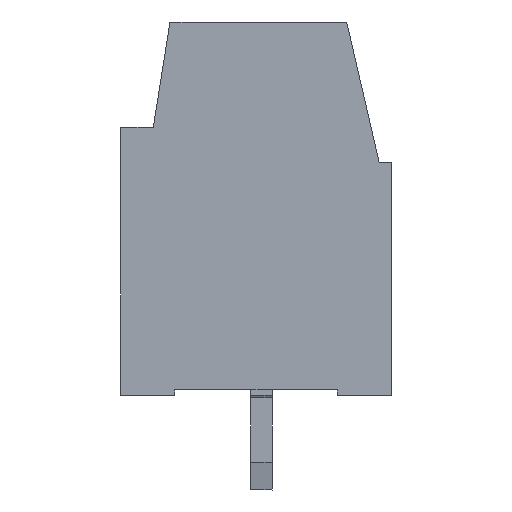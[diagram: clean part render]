
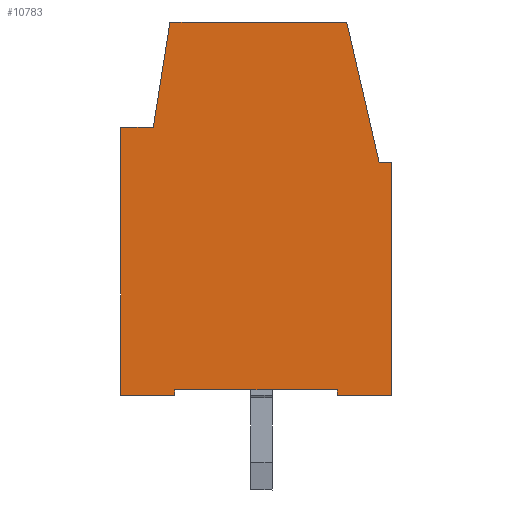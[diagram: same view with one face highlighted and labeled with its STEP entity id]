
A CAD part, left-side view. The second image highlights one B-rep face of the part: STEP entity #10783.
In plain terms, the highlighted planar face has unit normal (-1, 0, 0).
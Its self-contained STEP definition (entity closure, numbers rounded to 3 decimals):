
#10691=AXIS2_PLACEMENT_3D('Plane Axis2P3D',#10688,#10689,#10690) ;
#10294=CARTESIAN_POINT('Vertex',(0.,0.,12.101)) ;
#10297=CARTESIAN_POINT('Line Origine',(0.,0.,7.8)) ;
#10301=CARTESIAN_POINT('Vertex',(0.,0.,3.5)) ;
#10671=CARTESIAN_POINT('Vertex',(0.,0.445,12.1)) ;
#10674=CARTESIAN_POINT('Line Origine',(0.,0.223,12.1)) ;
#10688=CARTESIAN_POINT('Axis2P3D Location',(0.,3.449,14.)) ;
#10693=CARTESIAN_POINT('Line Origine',(0.,1.027,14.623)) ;
#10697=CARTESIAN_POINT('Vertex',(0.,1.609,17.145)) ;
#10700=CARTESIAN_POINT('Line Origine',(0.,1.627,17.223)) ;
#10704=CARTESIAN_POINT('Vertex',(0.,1.645,17.3)) ;
#10707=CARTESIAN_POINT('Line Origine',(0.,4.913,17.3)) ;
#10711=CARTESIAN_POINT('Vertex',(0.,8.181,17.301)) ;
#10714=CARTESIAN_POINT('Line Origine',(0.,8.49,15.351)) ;
#10718=CARTESIAN_POINT('Vertex',(0.,8.799,13.401)) ;
#10721=CARTESIAN_POINT('Line Origine',(0.,9.399,13.401)) ;
#10725=CARTESIAN_POINT('Vertex',(0.,9.999,13.401)) ;
#10728=CARTESIAN_POINT('Line Origine',(0.,10.,8.451)) ;
#10732=CARTESIAN_POINT('Vertex',(0.,10.,3.501)) ;
#10735=CARTESIAN_POINT('Line Origine',(0.,9.,3.501)) ;
#10739=CARTESIAN_POINT('Vertex',(0.,8.,3.501)) ;
#10742=CARTESIAN_POINT('Line Origine',(0.,8.,3.601)) ;
#10746=CARTESIAN_POINT('Vertex',(0.,8.,3.701)) ;
#10749=CARTESIAN_POINT('Line Origine',(0.,5.,3.7)) ;
#10753=CARTESIAN_POINT('Vertex',(0.,2.,3.7)) ;
#10756=CARTESIAN_POINT('Line Origine',(0.,2.,3.6)) ;
#10760=CARTESIAN_POINT('Vertex',(0.,2.,3.5)) ;
#10763=CARTESIAN_POINT('Line Origine',(0.,1.,3.5)) ;
#10298=DIRECTION('Vector Direction',(0.,0.,1.)) ;
#10675=DIRECTION('Vector Direction',(0.,-1.,0.001)) ;
#10689=DIRECTION('Axis2P3D Direction',(1.,0.,0.)) ;
#10690=DIRECTION('Axis2P3D XDirection',(0.,1.,0.)) ;
#10694=DIRECTION('Vector Direction',(0.,0.225,0.974)) ;
#10701=DIRECTION('Vector Direction',(0.,0.225,0.974)) ;
#10708=DIRECTION('Vector Direction',(0.,-1.,0.)) ;
#10715=DIRECTION('Vector Direction',(0.,0.157,-0.988)) ;
#10722=DIRECTION('Vector Direction',(0.,-1.,0.)) ;
#10729=DIRECTION('Vector Direction',(0.,0.,-1.)) ;
#10736=DIRECTION('Vector Direction',(0.,-1.,0.)) ;
#10743=DIRECTION('Vector Direction',(0.,0.,1.)) ;
#10750=DIRECTION('Vector Direction',(0.,-1.,0.)) ;
#10757=DIRECTION('Vector Direction',(0.,0.,-1.)) ;
#10764=DIRECTION('Vector Direction',(0.,-1.,0.)) ;
#10299=VECTOR('Line Direction',#10298,1.) ;
#10676=VECTOR('Line Direction',#10675,1.) ;
#10695=VECTOR('Line Direction',#10694,1.) ;
#10702=VECTOR('Line Direction',#10701,1.) ;
#10709=VECTOR('Line Direction',#10708,1.) ;
#10716=VECTOR('Line Direction',#10715,1.) ;
#10723=VECTOR('Line Direction',#10722,1.) ;
#10730=VECTOR('Line Direction',#10729,1.) ;
#10737=VECTOR('Line Direction',#10736,1.) ;
#10744=VECTOR('Line Direction',#10743,1.) ;
#10751=VECTOR('Line Direction',#10750,1.) ;
#10758=VECTOR('Line Direction',#10757,1.) ;
#10765=VECTOR('Line Direction',#10764,1.) ;
#10769=ORIENTED_EDGE('',*,*,#10303,.T.) ;
#10770=ORIENTED_EDGE('',*,*,#10678,.F.) ;
#10771=ORIENTED_EDGE('',*,*,#10699,.T.) ;
#10772=ORIENTED_EDGE('',*,*,#10706,.T.) ;
#10773=ORIENTED_EDGE('',*,*,#10713,.F.) ;
#10774=ORIENTED_EDGE('',*,*,#10720,.T.) ;
#10775=ORIENTED_EDGE('',*,*,#10727,.F.) ;
#10776=ORIENTED_EDGE('',*,*,#10734,.T.) ;
#10777=ORIENTED_EDGE('',*,*,#10741,.T.) ;
#10778=ORIENTED_EDGE('',*,*,#10748,.T.) ;
#10779=ORIENTED_EDGE('',*,*,#10755,.T.) ;
#10780=ORIENTED_EDGE('',*,*,#10762,.T.) ;
#10781=ORIENTED_EDGE('',*,*,#10767,.T.) ;
#10783=ADVANCED_FACE('COVER',(#10782),#10692,.F.) ;
#10303=EDGE_CURVE('',#10302,#10295,#10300,.T.) ;
#10678=EDGE_CURVE('',#10672,#10295,#10677,.T.) ;
#10699=EDGE_CURVE('',#10672,#10698,#10696,.T.) ;
#10706=EDGE_CURVE('',#10698,#10705,#10703,.T.) ;
#10713=EDGE_CURVE('',#10712,#10705,#10710,.T.) ;
#10720=EDGE_CURVE('',#10712,#10719,#10717,.T.) ;
#10727=EDGE_CURVE('',#10726,#10719,#10724,.T.) ;
#10734=EDGE_CURVE('',#10726,#10733,#10731,.T.) ;
#10741=EDGE_CURVE('',#10733,#10740,#10738,.T.) ;
#10748=EDGE_CURVE('',#10740,#10747,#10745,.T.) ;
#10755=EDGE_CURVE('',#10747,#10754,#10752,.T.) ;
#10762=EDGE_CURVE('',#10754,#10761,#10759,.T.) ;
#10767=EDGE_CURVE('',#10761,#10302,#10766,.T.) ;
#10768=EDGE_LOOP('',(#10769,#10770,#10771,#10772,#10773,#10774,#10775,#10776,#10777,#10778,#10779,#10780,#10781)) ;
#10782=FACE_OUTER_BOUND('',#10768,.T.) ;
#10300=LINE('Line',#10297,#10299) ;
#10677=LINE('Line',#10674,#10676) ;
#10696=LINE('Line',#10693,#10695) ;
#10703=LINE('Line',#10700,#10702) ;
#10710=LINE('Line',#10707,#10709) ;
#10717=LINE('Line',#10714,#10716) ;
#10724=LINE('Line',#10721,#10723) ;
#10731=LINE('Line',#10728,#10730) ;
#10738=LINE('Line',#10735,#10737) ;
#10745=LINE('Line',#10742,#10744) ;
#10752=LINE('Line',#10749,#10751) ;
#10759=LINE('Line',#10756,#10758) ;
#10766=LINE('Line',#10763,#10765) ;
#10692=PLANE('',#10691) ;
#10295=VERTEX_POINT('',#10294) ;
#10302=VERTEX_POINT('',#10301) ;
#10672=VERTEX_POINT('',#10671) ;
#10698=VERTEX_POINT('',#10697) ;
#10705=VERTEX_POINT('',#10704) ;
#10712=VERTEX_POINT('',#10711) ;
#10719=VERTEX_POINT('',#10718) ;
#10726=VERTEX_POINT('',#10725) ;
#10733=VERTEX_POINT('',#10732) ;
#10740=VERTEX_POINT('',#10739) ;
#10747=VERTEX_POINT('',#10746) ;
#10754=VERTEX_POINT('',#10753) ;
#10761=VERTEX_POINT('',#10760) ;
